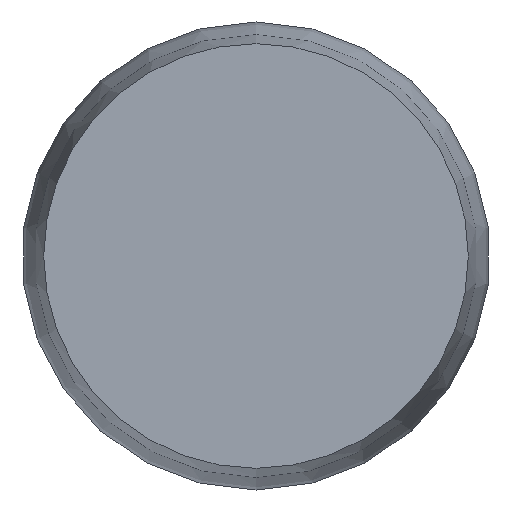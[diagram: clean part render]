
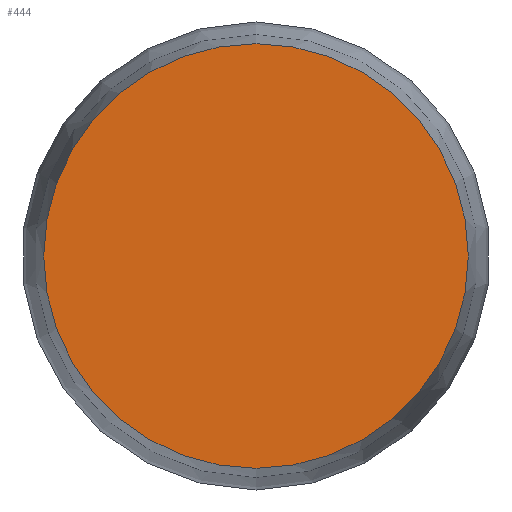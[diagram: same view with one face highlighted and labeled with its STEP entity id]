
A CAD part, left-side view. The second image highlights one B-rep face of the part: STEP entity #444.
In plain terms, the highlighted planar face has unit normal (-1, 0, 0).
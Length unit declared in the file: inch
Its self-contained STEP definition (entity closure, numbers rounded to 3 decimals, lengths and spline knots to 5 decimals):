
#187 = EDGE_LOOP ( 'NONE', ( #216 ) ) ;
#216 = ORIENTED_EDGE ( 'NONE', *, *, #265, .T. ) ;
#242 = CARTESIAN_POINT ( 'NONE',  ( 0., 0., 0.01875 ) ) ;
#265 = EDGE_CURVE ( 'NONE', #428, #428, #396, .T. ) ;
#283 = FACE_OUTER_BOUND ( 'NONE', #187, .T. ) ;
#294 = CARTESIAN_POINT ( 'NONE',  ( 0., 0., 0. ) ) ;
#303 = DIRECTION ( 'NONE',  ( -1., 0., 0. ) ) ;
#342 = DIRECTION ( 'NONE',  ( 1., 0., 0. ) ) ;
#396 = CIRCLE ( 'NONE', #573, 0.01875 ) ;
#425 = PLANE ( 'NONE',  #484 ) ;
#428 = VERTEX_POINT ( 'NONE', #242 ) ;
#430 = DIRECTION ( 'NONE',  ( 0., 0., -1. ) ) ;
#444 = ADVANCED_FACE ( 'NONE', ( #283 ), #425, .F. ) ;
#479 = CARTESIAN_POINT ( 'NONE',  ( 0., 0.01595, 0. ) ) ;
#484 = AXIS2_PLACEMENT_3D ( 'NONE', #479, #342, #430 ) ;
#573 = AXIS2_PLACEMENT_3D ( 'NONE', #294, #303, #610 ) ;
#610 = DIRECTION ( 'NONE',  ( 0., 0., 1. ) ) ;
